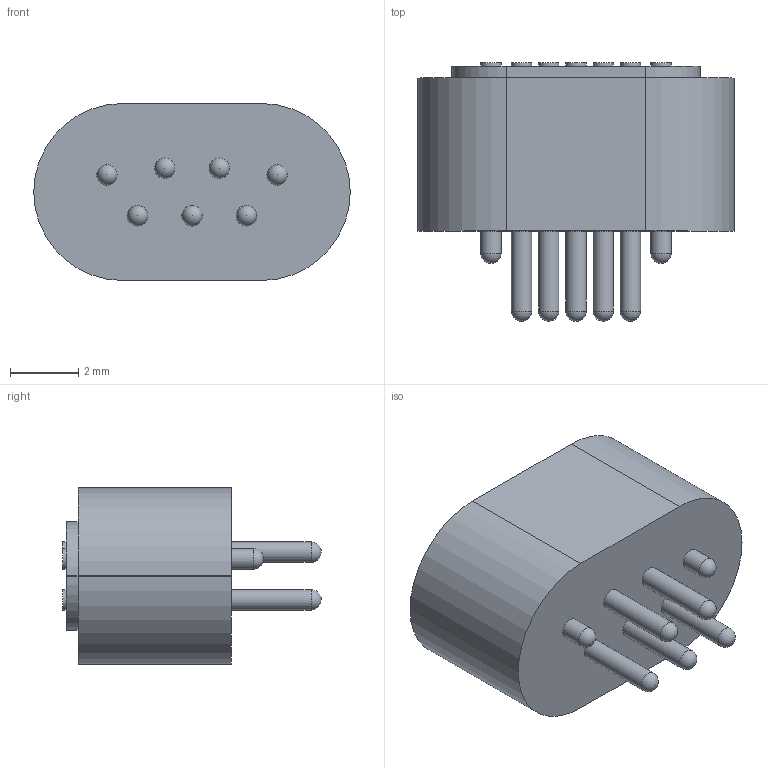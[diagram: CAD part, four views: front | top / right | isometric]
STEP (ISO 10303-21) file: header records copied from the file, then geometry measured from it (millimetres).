
FILE_DESCRIPTION(/* description */ (''),/* implementation_level */ '2;1');
FILE_NAME(/* name */ 'HTP-CON-M413.step',/* time_stamp */ '2023-05-17T10:48:58+03:00',/* author */ (''),/* organization */ (''),/* preprocessor_version */ 'ST-DEVELOPER v19.2',/* originating_system */ 'Autodesk Translation Framework v12.4.0.73',/* authorisation */ '');
FILE_SCHEMA (('AUTOMOTIVE_DESIGN { 1 0 10303 214 3 1 1 }'));
Length unit declared in the file: millimetre
Products named in the file (1): HTP-CON-M413
Bounding box: 9.3 x 7.6 x 5.2 mm (x, y, z)
Volume: 203.2 mm3; surface area: 229.8 mm2
Topology: 1 solids, 1 shells, 47 faces, 111 edges, 74 vertices
Faces by surface type: cylinder 22, plane 18, sphere 7
Full cylindrical faces by diameter (mm): 0.6 x14
Entity records: 1381 total; most frequent: DIRECTION 258, CARTESIAN_POINT 226, ORIENTED_EDGE 208, AXIS2_PLACEMENT_3D 106, EDGE_CURVE 104, VERTEX_POINT 74, EDGE_LOOP 62, CIRCLE 58
